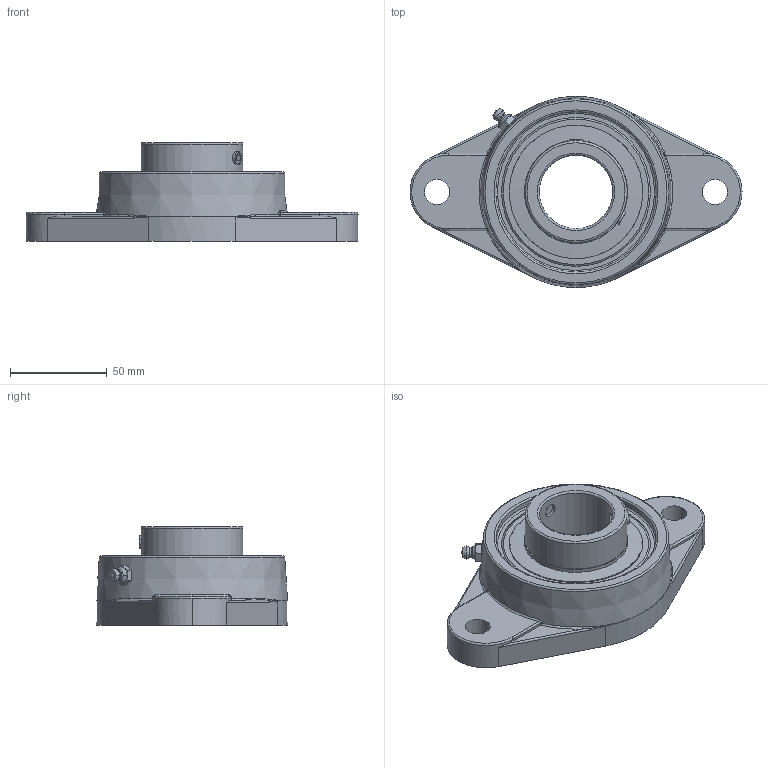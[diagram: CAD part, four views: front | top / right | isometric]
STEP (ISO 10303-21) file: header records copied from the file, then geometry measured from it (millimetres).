
FILE_DESCRIPTION(('HOOPS Exchange Step'),'2;1');
FILE_NAME('export-EC2B8D91-DBBC-43C6-A1AB-AA6AC867E3EB.stp','2019-12-13T09:30:16-08:00',('ibuslach'),('Alibre'),'HOOPS Exchange 2019.2','Alibre','Unknown authorisation');
FILE_SCHEMA( ('AP242_MANAGED_MODEL_BASED_3D_ENGINEERING_MIM_LF {1 0 10303 442 1 1 4 }') );
Length unit declared in the file: centimetre
Products named in the file (7): MRN SFT 208; UCP ZERK 6mm; SUC 208-24 RACES; SUC 208 SHIELD; SUC 208 SS; MRN SUC 208-24; MRN SUCFT 208-24
Assembly tree (8 placements, depth 3):
  MRN SUCFT 208-24
    MRN SFT 208
    UCP ZERK 6mm
    MRN SUC 208-24
      SUC 208-24 RACES
      SUC 208 SHIELD  x2
      SUC 208 SS  x2
Bounding box: 172 x 99 x 51.2 mm (x, y, z)
Volume: 209099.8 mm3; surface area: 71765.1 mm2
Topology: 8 solids, 8 shells, 194 faces, 502 edges, 317 vertices
Faces by surface type: plane 60, cylinder 48, bspline 34, torus 24, cone 19, sphere 9
Full cylindrical faces by diameter (mm): 1.505 x2, 6 x2, 6.782 x4, 13 x2, 38.1 x1, 52.832 x3, 53.594 x2, 69.215 x3, 83.195 x1, 85.195 x1
Entity records: 12298 total; most frequent: CARTESIAN_POINT 7936, ORIENTED_EDGE 894, DIRECTION 867, EDGE_CURVE 447, AXIS2_PLACEMENT_3D 370, VERTEX_POINT 286, CIRCLE 206, EDGE_LOOP 201
